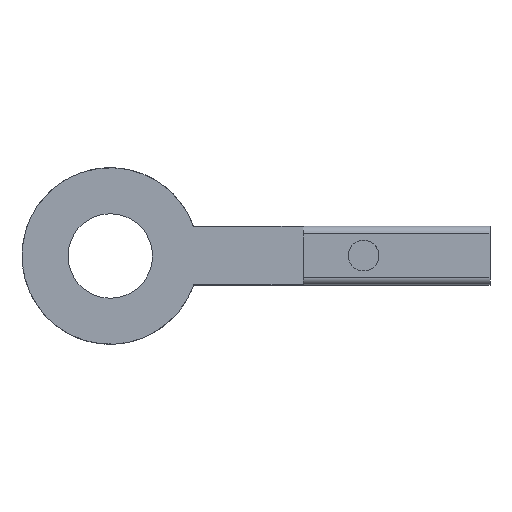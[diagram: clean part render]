
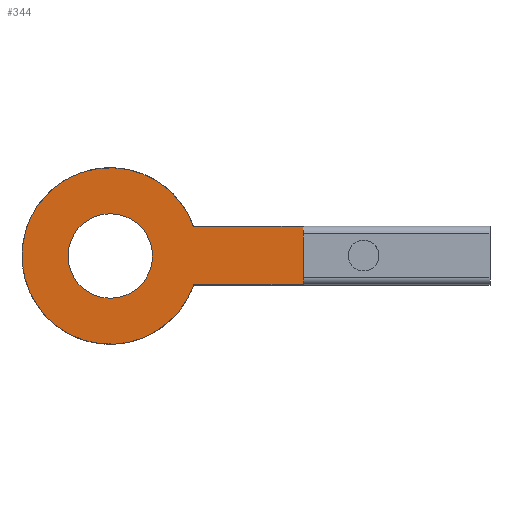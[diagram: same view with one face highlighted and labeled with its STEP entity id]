
A CAD part, top view. The second image highlights one B-rep face of the part: STEP entity #344.
In plain terms, the highlighted planar face has unit normal (0, 0, 1).
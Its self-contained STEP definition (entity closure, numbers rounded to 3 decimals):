
#18=FACE_BOUND('',#68,.T.);
#28=PLANE('',#392);
#46=FACE_OUTER_BOUND('',#67,.T.);
#67=EDGE_LOOP('',(#314,#315,#316,#317));
#68=EDGE_LOOP('',(#318));
#85=LINE('',#549,#111);
#90=LINE('',#562,#116);
#100=LINE('',#650,#126);
#111=VECTOR('',#429,10.);
#116=VECTOR('',#442,10.);
#126=VECTOR('',#482,10.);
#141=CIRCLE('',#388,5.5);
#142=CIRCLE('',#391,11.5);
#158=VERTEX_POINT('',#546);
#159=VERTEX_POINT('',#548);
#163=VERTEX_POINT('',#560);
#173=VERTEX_POINT('',#644);
#174=VERTEX_POINT('',#648);
#194=EDGE_CURVE('',#159,#158,#85,.T.);
#201=EDGE_CURVE('',#158,#163,#90,.T.);
#218=EDGE_CURVE('',#173,#173,#141,.T.);
#221=EDGE_CURVE('',#163,#174,#100,.T.);
#222=EDGE_CURVE('',#174,#159,#142,.T.);
#314=ORIENTED_EDGE('',*,*,#201,.T.);
#315=ORIENTED_EDGE('',*,*,#221,.T.);
#316=ORIENTED_EDGE('',*,*,#222,.T.);
#317=ORIENTED_EDGE('',*,*,#194,.T.);
#318=ORIENTED_EDGE('',*,*,#218,.T.);
#344=ADVANCED_FACE('',(#46,#18),#28,.T.);
#388=AXIS2_PLACEMENT_3D('',#645,#476,#477);
#391=AXIS2_PLACEMENT_3D('',#652,#485,#486);
#392=AXIS2_PLACEMENT_3D('',#653,#487,#488);
#429=DIRECTION('',(1.,0.,0.));
#442=DIRECTION('',(0.,1.,0.));
#476=DIRECTION('center_axis',(0.,0.,-1.));
#477=DIRECTION('ref_axis',(1.,0.,0.));
#482=DIRECTION('',(-1.,0.,0.));
#485=DIRECTION('center_axis',(0.,0.,1.));
#486=DIRECTION('ref_axis',(1.,0.,0.));
#487=DIRECTION('center_axis',(0.,0.,1.));
#488=DIRECTION('ref_axis',(1.,0.,0.));
#546=CARTESIAN_POINT('',(25.125,-3.779,2.));
#548=CARTESIAN_POINT('',(10.861,-3.779,2.));
#549=CARTESIAN_POINT('',(49.468,-3.779,2.));
#560=CARTESIAN_POINT('',(25.125,3.857,2.));
#562=CARTESIAN_POINT('',(25.125,1.928,2.));
#644=CARTESIAN_POINT('',(-5.5,0.,2.));
#645=CARTESIAN_POINT('Origin',(0.,0.,2.));
#648=CARTESIAN_POINT('',(10.834,3.857,2.));
#650=CARTESIAN_POINT('',(9.833,3.857,2.));
#652=CARTESIAN_POINT('Origin',(0.,0.,2.));
#653=CARTESIAN_POINT('Origin',(18.984,0.,2.));
